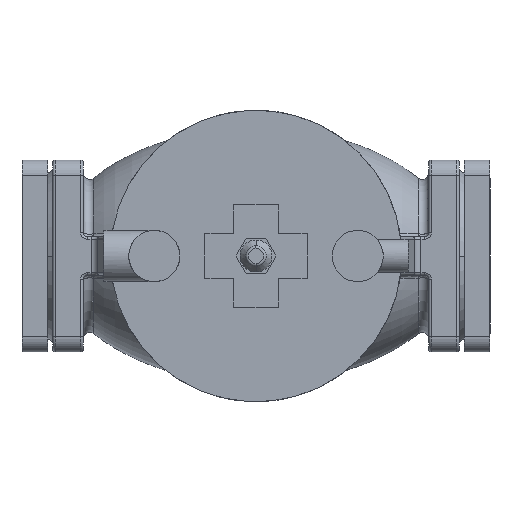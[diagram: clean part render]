
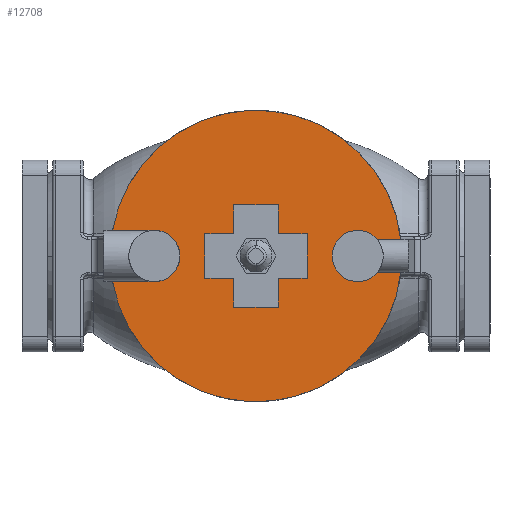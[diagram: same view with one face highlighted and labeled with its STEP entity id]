
A CAD part, front view. The second image highlights one B-rep face of the part: STEP entity #12708.
In plain terms, the highlighted face is planar.
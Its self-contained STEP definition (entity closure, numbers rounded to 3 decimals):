
#12105=CARTESIAN_POINT('',(-80.5,22.5,-19.975));
#12111=DIRECTION('',(0.,0.,1.));
#12112=VECTOR('',#12111,22.5);
#12113=CARTESIAN_POINT('',(-17.5,22.5,-40.));
#12114=LINE('',#12113,#12112);
#12115=DIRECTION('',(-1.,0.,0.));
#12116=VECTOR('',#12115,22.5);
#12117=CARTESIAN_POINT('',(-17.5,22.5,-17.5));
#12118=LINE('',#12117,#12116);
#12119=DIRECTION('',(0.,0.,1.));
#12120=VECTOR('',#12119,35.);
#12121=CARTESIAN_POINT('',(-40.,22.5,-17.5));
#12122=LINE('',#12121,#12120);
#12123=DIRECTION('',(1.,0.,0.));
#12124=VECTOR('',#12123,22.5);
#12125=CARTESIAN_POINT('',(-40.,22.5,17.5));
#12126=LINE('',#12125,#12124);
#12127=DIRECTION('',(0.,0.,1.));
#12128=VECTOR('',#12127,22.5);
#12129=CARTESIAN_POINT('',(-17.5,22.5,17.5));
#12130=LINE('',#12129,#12128);
#12131=DIRECTION('',(1.,0.,0.));
#12132=VECTOR('',#12131,35.);
#12133=CARTESIAN_POINT('',(-17.5,22.5,40.));
#12134=LINE('',#12133,#12132);
#12135=DIRECTION('',(0.,0.,-1.));
#12136=VECTOR('',#12135,22.5);
#12137=CARTESIAN_POINT('',(17.5,22.5,40.));
#12138=LINE('',#12137,#12136);
#12139=DIRECTION('',(1.,0.,0.));
#12140=VECTOR('',#12139,22.5);
#12141=CARTESIAN_POINT('',(17.5,22.5,17.5));
#12142=LINE('',#12141,#12140);
#12143=DIRECTION('',(0.,0.,-1.));
#12144=VECTOR('',#12143,35.);
#12145=CARTESIAN_POINT('',(40.,22.5,17.5));
#12146=LINE('',#12145,#12144);
#12147=DIRECTION('',(-1.,0.,0.));
#12148=VECTOR('',#12147,22.5);
#12149=CARTESIAN_POINT('',(40.,22.5,-17.5));
#12150=LINE('',#12149,#12148);
#12151=DIRECTION('',(0.,0.,-1.));
#12152=VECTOR('',#12151,22.5);
#12153=CARTESIAN_POINT('',(17.5,22.5,-17.5));
#12154=LINE('',#12153,#12152);
#12155=DIRECTION('',(-1.,0.,0.));
#12156=VECTOR('',#12155,35.);
#12157=CARTESIAN_POINT('',(17.5,22.5,-40.));
#12158=LINE('',#12157,#12156);
#12159=CARTESIAN_POINT('',(-79.5,22.5,0.));
#12160=DIRECTION('',(0.,1.,0.));
#12161=DIRECTION('',(1.,0.,0.));
#12162=AXIS2_PLACEMENT_3D('',#12159,#12160,#12161);
#12164=DIRECTION('',(1.,0.,0.));
#12165=VECTOR('',#12164,31.736);
#12166=CARTESIAN_POINT('',(-112.236,22.5,-19.975));
#12167=LINE('',#12166,#12165);
#12168=CARTESIAN_POINT('',(0.,22.5,0.));
#12169=DIRECTION('',(0.,1.,0.));
#12170=DIRECTION('',(0.994,0.,-0.114));
#12171=AXIS2_PLACEMENT_3D('',#12168,#12169,#12170);
#12173=DIRECTION('',(1.,0.,0.));
#12174=VECTOR('',#12173,18.529);
#12175=CARTESIAN_POINT('',(94.732,22.5,-12.961));
#12176=LINE('',#12175,#12174);
#12177=CARTESIAN_POINT('',(79.5,22.5,0.));
#12178=DIRECTION('',(0.,1.,0.));
#12179=DIRECTION('',(0.762,0.,-0.648));
#12180=AXIS2_PLACEMENT_3D('',#12177,#12178,#12179);
#12182=CARTESIAN_POINT('',(79.5,22.5,0.));
#12183=DIRECTION('',(0.,1.,0.));
#12184=DIRECTION('',(-1.,0.,0.));
#12185=AXIS2_PLACEMENT_3D('',#12182,#12183,#12184);
#12187=DIRECTION('',(1.,0.,0.));
#12188=VECTOR('',#12187,18.529);
#12189=CARTESIAN_POINT('',(94.732,22.5,12.961));
#12190=LINE('',#12189,#12188);
#12191=CARTESIAN_POINT('',(0.,22.5,0.));
#12192=DIRECTION('',(0.,1.,0.));
#12193=DIRECTION('',(-0.985,0.,0.175));
#12194=AXIS2_PLACEMENT_3D('',#12191,#12192,#12193);
#12196=DIRECTION('',(1.,0.,0.));
#12197=VECTOR('',#12196,31.736);
#12198=CARTESIAN_POINT('',(-112.236,22.5,19.975));
#12199=LINE('',#12198,#12197);
#12200=CARTESIAN_POINT('',(-79.5,22.5,0.));
#12201=DIRECTION('',(0.,1.,0.));
#12202=DIRECTION('',(-0.05,0.,0.999));
#12203=AXIS2_PLACEMENT_3D('',#12200,#12201,#12202);
#12305=CARTESIAN_POINT('',(94.732,22.5,-12.961));
#12331=CARTESIAN_POINT('',(94.732,22.5,12.961));
#12357=CARTESIAN_POINT('',(-80.5,22.5,19.975));
#12470=CARTESIAN_POINT('',(-17.5,22.5,-40.));
#12471=CARTESIAN_POINT('',(-17.5,22.5,-17.5));
#12472=VERTEX_POINT('',#12470);
#12473=VERTEX_POINT('',#12471);
#12474=CARTESIAN_POINT('',(-40.,22.5,-17.5));
#12475=VERTEX_POINT('',#12474);
#12476=CARTESIAN_POINT('',(-40.,22.5,17.5));
#12477=VERTEX_POINT('',#12476);
#12478=CARTESIAN_POINT('',(-17.5,22.5,17.5));
#12479=VERTEX_POINT('',#12478);
#12480=CARTESIAN_POINT('',(-17.5,22.5,40.));
#12481=VERTEX_POINT('',#12480);
#12482=CARTESIAN_POINT('',(17.5,22.5,40.));
#12483=VERTEX_POINT('',#12482);
#12484=CARTESIAN_POINT('',(17.5,22.5,17.5));
#12485=VERTEX_POINT('',#12484);
#12486=CARTESIAN_POINT('',(40.,22.5,17.5));
#12487=VERTEX_POINT('',#12486);
#12488=CARTESIAN_POINT('',(40.,22.5,-17.5));
#12489=VERTEX_POINT('',#12488);
#12490=CARTESIAN_POINT('',(17.5,22.5,-17.5));
#12491=VERTEX_POINT('',#12490);
#12492=CARTESIAN_POINT('',(17.5,22.5,-40.));
#12493=VERTEX_POINT('',#12492);
#12502=CARTESIAN_POINT('',(59.5,22.5,0.));
#12503=VERTEX_POINT('',#12502);
#12504=CARTESIAN_POINT('',(-59.5,22.5,0.));
#12505=VERTEX_POINT('',#12504);
#12510=VERTEX_POINT('',#12305);
#12512=VERTEX_POINT('',#12331);
#12522=VERTEX_POINT('',#12105);
#12523=VERTEX_POINT('',#12357);
#12528=CARTESIAN_POINT('',(113.261,22.5,-12.961));
#12529=VERTEX_POINT('',#12528);
#12530=CARTESIAN_POINT('',(113.261,22.5,12.961));
#12531=VERTEX_POINT('',#12530);
#12532=CARTESIAN_POINT('',(-112.236,22.5,-19.975));
#12533=VERTEX_POINT('',#12532);
#12534=CARTESIAN_POINT('',(-112.236,22.5,19.975));
#12535=VERTEX_POINT('',#12534);
#12659=CARTESIAN_POINT('',(0.,22.5,0.));
#12660=DIRECTION('',(0.,1.,0.));
#12661=DIRECTION('',(1.,0.,0.));
#12662=AXIS2_PLACEMENT_3D('',#12659,#12660,#12661);
#12663=PLANE('',#12662);
#12664=ORIENTED_EDGE('',*,*,#12648,.T.);
#12665=ORIENTED_EDGE('',*,*,#12637,.F.);
#12666=ORIENTED_EDGE('',*,*,#12612,.F.);
#12668=ORIENTED_EDGE('',*,*,#12667,.F.);
#12670=ORIENTED_EDGE('',*,*,#12669,.T.);
#12672=ORIENTED_EDGE('',*,*,#12671,.T.);
#12674=ORIENTED_EDGE('',*,*,#12673,.T.);
#12676=ORIENTED_EDGE('',*,*,#12675,.F.);
#12677=ORIENTED_EDGE('',*,*,#12626,.T.);
#12679=ORIENTED_EDGE('',*,*,#12678,.T.);
#12680=EDGE_LOOP('',(#12664,#12665,#12666,#12668,#12670,#12672,#12674,#12676,
#12677,#12679));
#12681=FACE_OUTER_BOUND('',#12680,.F.);
#12683=ORIENTED_EDGE('',*,*,#12682,.T.);
#12685=ORIENTED_EDGE('',*,*,#12684,.T.);
#12687=ORIENTED_EDGE('',*,*,#12686,.T.);
#12689=ORIENTED_EDGE('',*,*,#12688,.T.);
#12691=ORIENTED_EDGE('',*,*,#12690,.T.);
#12693=ORIENTED_EDGE('',*,*,#12692,.T.);
#12695=ORIENTED_EDGE('',*,*,#12694,.T.);
#12697=ORIENTED_EDGE('',*,*,#12696,.T.);
#12699=ORIENTED_EDGE('',*,*,#12698,.T.);
#12701=ORIENTED_EDGE('',*,*,#12700,.T.);
#12703=ORIENTED_EDGE('',*,*,#12702,.T.);
#12705=ORIENTED_EDGE('',*,*,#12704,.T.);
#12706=EDGE_LOOP('',(#12683,#12685,#12687,#12689,#12691,#12693,#12695,#12697,
#12699,#12701,#12703,#12705));
#12707=FACE_BOUND('',#12706,.F.);
#12163=CIRCLE('',#12162,20.);
#12172=CIRCLE('',#12171,114.);
#12181=CIRCLE('',#12180,20.);
#12186=CIRCLE('',#12185,20.);
#12195=CIRCLE('',#12194,114.);
#12204=CIRCLE('',#12203,20.);
#12612=EDGE_CURVE('',#12529,#12533,#12172,.T.);
#12626=EDGE_CURVE('',#12535,#12523,#12199,.T.);
#12637=EDGE_CURVE('',#12533,#12522,#12167,.T.);
#12648=EDGE_CURVE('',#12505,#12522,#12163,.T.);
#12667=EDGE_CURVE('',#12510,#12529,#12176,.T.);
#12669=EDGE_CURVE('',#12510,#12503,#12181,.T.);
#12671=EDGE_CURVE('',#12503,#12512,#12186,.T.);
#12673=EDGE_CURVE('',#12512,#12531,#12190,.T.);
#12675=EDGE_CURVE('',#12535,#12531,#12195,.T.);
#12678=EDGE_CURVE('',#12523,#12505,#12204,.T.);
#12682=EDGE_CURVE('',#12472,#12473,#12114,.T.);
#12684=EDGE_CURVE('',#12473,#12475,#12118,.T.);
#12686=EDGE_CURVE('',#12475,#12477,#12122,.T.);
#12688=EDGE_CURVE('',#12477,#12479,#12126,.T.);
#12690=EDGE_CURVE('',#12479,#12481,#12130,.T.);
#12692=EDGE_CURVE('',#12481,#12483,#12134,.T.);
#12694=EDGE_CURVE('',#12483,#12485,#12138,.T.);
#12696=EDGE_CURVE('',#12485,#12487,#12142,.T.);
#12698=EDGE_CURVE('',#12487,#12489,#12146,.T.);
#12700=EDGE_CURVE('',#12489,#12491,#12150,.T.);
#12702=EDGE_CURVE('',#12491,#12493,#12154,.T.);
#12704=EDGE_CURVE('',#12493,#12472,#12158,.T.);
#12708=ADVANCED_FACE('',(#12681,#12707),#12663,.T.);
